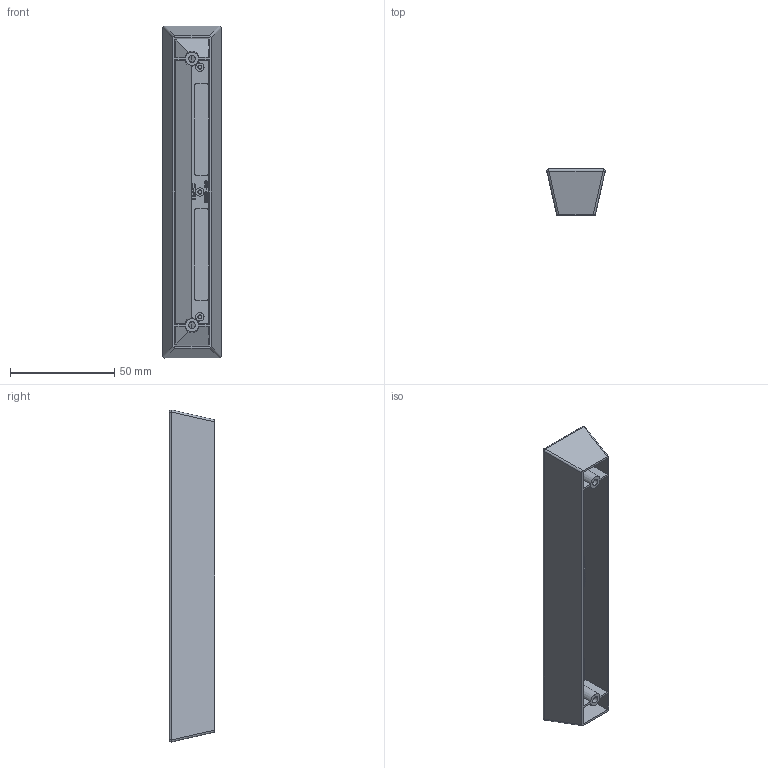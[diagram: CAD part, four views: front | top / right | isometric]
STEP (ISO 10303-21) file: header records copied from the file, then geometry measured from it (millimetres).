
FILE_DESCRIPTION(('Creo Elements/Direct Modeling STEP Export'),'2;1');
FILE_NAME('2089-159.stp','2024-09-23T11:28:14',(''),(''),'Creo Elements/Direct Modeling STEP processor for AP214 (Solid Model)','Creo Elements/Direct Modeling 20.0 12-Nov-2016 (C) Parametric Technology GmbH','');
FILE_SCHEMA(('AUTOMOTIVE_DESIGN { 1 0 10303 214 1 1 1 1 }'));
Length unit declared in the file: millimetre
Products named in the file (3): Griffteil; Einlage; Griff_komplett
Assembly tree (2 placements, depth 2):
  Griff_komplett
    Einlage
    Griffteil
Bounding box: 27.99 x 22 x 159.49 mm (x, y, z)
Volume: 31137.1 mm3; surface area: 26082.2 mm2
Topology: 2 solids, 2 shells, 677 faces, 1918 edges, 1268 vertices
Faces by surface type: plane 595, cylinder 68, cone 10, sphere 4
Entity records: 21837 total; most frequent: CARTESIAN_POINT 4246, ORIENTED_EDGE 3828, DIRECTION 3328, EDGE_CURVE 1914, VECTOR 1692, LINE 1692, VERTEX_POINT 1268, AXIS2_PLACEMENT_3D 818
